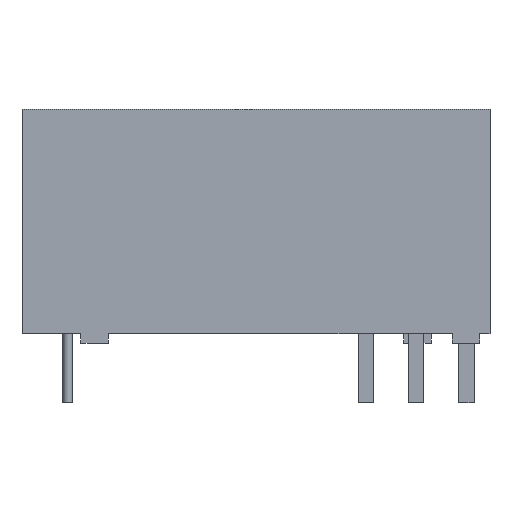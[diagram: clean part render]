
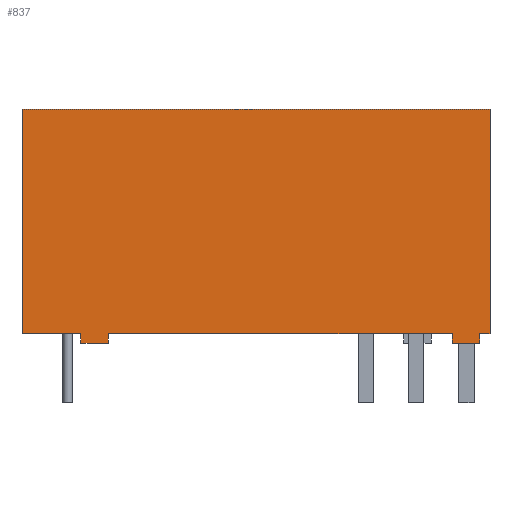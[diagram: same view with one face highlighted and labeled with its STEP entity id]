
A CAD part, front view. The second image highlights one B-rep face of the part: STEP entity #837.
In plain terms, the highlighted planar face has unit normal (0, -1, 0).
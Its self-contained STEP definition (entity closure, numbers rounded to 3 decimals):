
#44=FACE_OUTER_BOUND($,#96,.T.);
#96=EDGE_LOOP($,(#600,#601,#602,#603,#604,#605,#606,#607,#608,#609,#610,
#611));
#167=LINE($,#1230,#275);
#171=LINE($,#1238,#279);
#175=LINE($,#1245,#283);
#178=LINE($,#1251,#286);
#179=LINE($,#1254,#287);
#180=LINE($,#1256,#288);
#181=LINE($,#1257,#289);
#182=LINE($,#1259,#290);
#183=LINE($,#1260,#291);
#184=LINE($,#1262,#292);
#185=LINE($,#1264,#293);
#186=LINE($,#1265,#294);
#275=VECTOR($,#991,0.65);
#279=VECTOR($,#995,21.9);
#283=VECTOR($,#999,3.75);
#286=VECTOR($,#1004,0.6);
#287=VECTOR($,#1007,14.3);
#288=VECTOR($,#1008,29.8);
#289=VECTOR($,#1009,14.3);
#290=VECTOR($,#1010,1.75);
#291=VECTOR($,#1011,0.6);
#292=VECTOR($,#1012,0.6);
#293=VECTOR($,#1013,1.75);
#294=VECTOR($,#1014,0.6);
#368=VERTEX_POINT($,#1206);
#379=VERTEX_POINT($,#1227);
#380=VERTEX_POINT($,#1229);
#383=VERTEX_POINT($,#1235);
#384=VERTEX_POINT($,#1237);
#387=VERTEX_POINT($,#1243);
#389=VERTEX_POINT($,#1249);
#390=VERTEX_POINT($,#1253);
#391=VERTEX_POINT($,#1255);
#392=VERTEX_POINT($,#1258);
#393=VERTEX_POINT($,#1261);
#394=VERTEX_POINT($,#1263);
#461=EDGE_CURVE($,#379,#380,#167,.T.);
#465=EDGE_CURVE($,#383,#384,#171,.T.);
#469=EDGE_CURVE($,#387,#368,#175,.T.);
#472=EDGE_CURVE($,#387,#389,#178,.T.);
#473=EDGE_CURVE($,#379,#390,#179,.T.);
#474=EDGE_CURVE($,#390,#391,#180,.T.);
#475=EDGE_CURVE($,#368,#391,#181,.T.);
#476=EDGE_CURVE($,#392,#389,#182,.T.);
#477=EDGE_CURVE($,#384,#392,#183,.T.);
#478=EDGE_CURVE($,#383,#393,#184,.T.);
#479=EDGE_CURVE($,#394,#393,#185,.T.);
#480=EDGE_CURVE($,#380,#394,#186,.T.);
#600=ORIENTED_EDGE($,*,*,#461,.F.);
#601=ORIENTED_EDGE($,*,*,#473,.T.);
#602=ORIENTED_EDGE($,*,*,#474,.T.);
#603=ORIENTED_EDGE($,*,*,#475,.F.);
#604=ORIENTED_EDGE($,*,*,#469,.F.);
#605=ORIENTED_EDGE($,*,*,#472,.T.);
#606=ORIENTED_EDGE($,*,*,#476,.F.);
#607=ORIENTED_EDGE($,*,*,#477,.F.);
#608=ORIENTED_EDGE($,*,*,#465,.F.);
#609=ORIENTED_EDGE($,*,*,#478,.T.);
#610=ORIENTED_EDGE($,*,*,#479,.F.);
#611=ORIENTED_EDGE($,*,*,#480,.F.);
#788=PLANE($,#902);
#837=ADVANCED_FACE($,(#44),#788,.T.);
#902=AXIS2_PLACEMENT_3D($,#1252,#1005,#1006);
#991=DIRECTION($,(-1.,0.,0.));
#995=DIRECTION($,(-1.,0.,0.));
#999=DIRECTION($,(-1.,0.,0.));
#1004=DIRECTION($,(0.,0.,-1.));
#1005=DIRECTION('center_axis',(0.,-1.,0.));
#1006=DIRECTION('ref_axis',(-1.,0.,0.));
#1007=DIRECTION($,(0.,0.,1.));
#1008=DIRECTION($,(-1.,0.,0.));
#1009=DIRECTION($,(0.,0.,1.));
#1010=DIRECTION($,(-1.,0.,0.));
#1011=DIRECTION($,(0.,0.,-1.));
#1012=DIRECTION($,(0.,0.,-1.));
#1013=DIRECTION($,(-1.,0.,0.));
#1014=DIRECTION($,(0.,0.,-1.));
#1206=CARTESIAN_POINT('',(-14.9,-4.91,0.6));
#1227=CARTESIAN_POINT('',(14.9,-4.91,0.6));
#1229=CARTESIAN_POINT('',(14.25,-4.91,0.6));
#1230=CARTESIAN_POINT($,(14.9,-4.91,0.6));
#1235=CARTESIAN_POINT('',(12.5,-4.91,0.6));
#1237=CARTESIAN_POINT('',(-9.4,-4.91,0.6));
#1238=CARTESIAN_POINT($,(12.5,-4.91,0.6));
#1243=CARTESIAN_POINT('',(-11.15,-4.91,0.6));
#1245=CARTESIAN_POINT($,(-11.15,-4.91,0.6));
#1249=CARTESIAN_POINT('',(-11.15,-4.91,0.));
#1251=CARTESIAN_POINT($,(-11.15,-4.91,0.6));
#1252=CARTESIAN_POINT('Origin',(14.9,-4.91,0.6));
#1253=CARTESIAN_POINT('',(14.9,-4.91,14.9));
#1254=CARTESIAN_POINT($,(14.9,-4.91,0.6));
#1255=CARTESIAN_POINT('',(-14.9,-4.91,14.9));
#1256=CARTESIAN_POINT($,(14.9,-4.91,14.9));
#1257=CARTESIAN_POINT($,(-14.9,-4.91,0.6));
#1258=CARTESIAN_POINT('',(-9.4,-4.91,0.));
#1259=CARTESIAN_POINT($,(-9.4,-4.91,0.));
#1260=CARTESIAN_POINT($,(-9.4,-4.91,0.6));
#1261=CARTESIAN_POINT('',(12.5,-4.91,0.));
#1262=CARTESIAN_POINT($,(12.5,-4.91,0.6));
#1263=CARTESIAN_POINT('',(14.25,-4.91,0.));
#1264=CARTESIAN_POINT($,(14.25,-4.91,0.));
#1265=CARTESIAN_POINT($,(14.25,-4.91,0.6));
